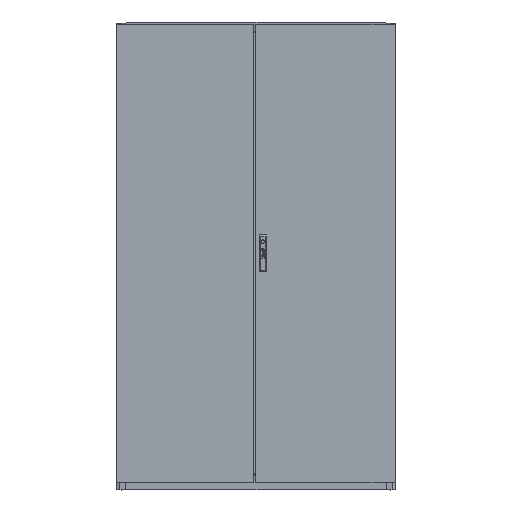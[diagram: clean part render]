
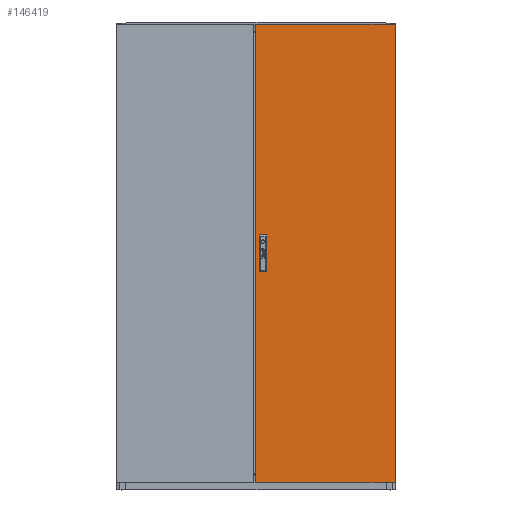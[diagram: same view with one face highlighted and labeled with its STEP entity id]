
A CAD part, top view. The second image highlights one B-rep face of the part: STEP entity #146419.
In plain terms, the highlighted planar face has unit normal (0, 0, 1).
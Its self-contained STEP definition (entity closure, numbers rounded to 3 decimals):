
#1750 = LINE ( 'NONE', #141173, #65096 ) ;
#4172 = LINE ( 'NONE', #42966, #160516 ) ;
#5555 = VECTOR ( 'NONE', #60296, 1000. ) ;
#7660 = CARTESIAN_POINT ( 'NONE',  ( 0., 0., 0. ) ) ;
#7846 = FACE_OUTER_BOUND ( 'NONE', #43382, .T. ) ;
#9681 = CARTESIAN_POINT ( 'NONE',  ( 300., -983.5, 0. ) ) ;
#10085 = EDGE_CURVE ( 'NONE', #55789, #18991, #97950, .T. ) ;
#14912 = VECTOR ( 'NONE', #161584, 1000. ) ;
#17347 = ORIENTED_EDGE ( 'NONE', *, *, #128207, .T. ) ;
#18991 = VERTEX_POINT ( 'NONE', #9681 ) ;
#19158 = VERTEX_POINT ( 'NONE', #70932 ) ;
#22829 = CARTESIAN_POINT ( 'NONE',  ( 300., 983.5, 0. ) ) ;
#22934 = VERTEX_POINT ( 'NONE', #131199 ) ;
#26151 = AXIS2_PLACEMENT_3D ( 'NONE', #7660, #33172, #121708 ) ;
#26940 = CARTESIAN_POINT ( 'NONE',  ( -283.2, 0., 0. ) ) ;
#28803 = CARTESIAN_POINT ( 'NONE',  ( -252.8, 0., 0. ) ) ;
#30639 = VECTOR ( 'NONE', #161010, 1000. ) ;
#31017 = LINE ( 'NONE', #127000, #60707 ) ;
#31836 = ORIENTED_EDGE ( 'NONE', *, *, #55391, .T. ) ;
#33172 = DIRECTION ( 'NONE',  ( 0., 0., 1. ) ) ;
#40963 = VERTEX_POINT ( 'NONE', #42738 ) ;
#42738 = CARTESIAN_POINT ( 'NONE',  ( -300., 983.5, 0. ) ) ;
#42966 = CARTESIAN_POINT ( 'NONE',  ( -283.2, 78.5, 0. ) ) ;
#43382 = EDGE_LOOP ( 'NONE', ( #151139, #58349, #31836, #102772 ) ) ;
#54210 = CARTESIAN_POINT ( 'NONE',  ( -283.2, 78.5, 0. ) ) ;
#55391 = EDGE_CURVE ( 'NONE', #40963, #55789, #31017, .T. ) ;
#55614 = DIRECTION ( 'NONE',  ( 1., 0., 0. ) ) ;
#55789 = VERTEX_POINT ( 'NONE', #72595 ) ;
#58349 = ORIENTED_EDGE ( 'NONE', *, *, #139811, .T. ) ;
#60057 = VERTEX_POINT ( 'NONE', #54210 ) ;
#60296 = DIRECTION ( 'NONE',  ( -1., 0., 0. ) ) ;
#60707 = VECTOR ( 'NONE', #77131, 1000. ) ;
#64627 = EDGE_CURVE ( 'NONE', #18991, #19158, #149547, .T. ) ;
#65096 = VECTOR ( 'NONE', #153885, 1000. ) ;
#70932 = CARTESIAN_POINT ( 'NONE',  ( 300., 983.5, 0. ) ) ;
#72579 = CARTESIAN_POINT ( 'NONE',  ( -300., -983.5, 0. ) ) ;
#72595 = CARTESIAN_POINT ( 'NONE',  ( -300., -983.5, 0. ) ) ;
#73196 = LINE ( 'NONE', #28803, #140493 ) ;
#73640 = EDGE_CURVE ( 'NONE', #60057, #118511, #86332, .T. ) ;
#76461 = EDGE_LOOP ( 'NONE', ( #108052, #17347, #97428, #155570 ) ) ;
#77131 = DIRECTION ( 'NONE',  ( 0., -1., 0. ) ) ;
#81813 = CARTESIAN_POINT ( 'NONE',  ( -252.8, 78.5, 0. ) ) ;
#86332 = LINE ( 'NONE', #26940, #120079 ) ;
#91810 = DIRECTION ( 'NONE',  ( 0., -1., 0. ) ) ;
#95919 = EDGE_CURVE ( 'NONE', #118511, #22934, #1750, .T. ) ;
#97428 = ORIENTED_EDGE ( 'NONE', *, *, #121723, .T. ) ;
#97950 = LINE ( 'NONE', #72579, #30639 ) ;
#102739 = DIRECTION ( 'NONE',  ( 0., -1., 0. ) ) ;
#102772 = ORIENTED_EDGE ( 'NONE', *, *, #10085, .T. ) ;
#104921 = FACE_BOUND ( 'NONE', #76461, .T. ) ;
#106591 = LINE ( 'NONE', #123403, #5555 ) ;
#108052 = ORIENTED_EDGE ( 'NONE', *, *, #73640, .F. ) ;
#118507 = CARTESIAN_POINT ( 'NONE',  ( -283.2, -78.5, 0. ) ) ;
#118511 = VERTEX_POINT ( 'NONE', #118507 ) ;
#120079 = VECTOR ( 'NONE', #102739, 1000. ) ;
#121165 = PLANE ( 'NONE',  #26151 ) ;
#121708 = DIRECTION ( 'NONE',  ( 1., 0., 0. ) ) ;
#121723 = EDGE_CURVE ( 'NONE', #137196, #22934, #73196, .T. ) ;
#123403 = CARTESIAN_POINT ( 'NONE',  ( -300., 983.5, 0. ) ) ;
#127000 = CARTESIAN_POINT ( 'NONE',  ( -300., 983.5, 0. ) ) ;
#128207 = EDGE_CURVE ( 'NONE', #60057, #137196, #4172, .T. ) ;
#131199 = CARTESIAN_POINT ( 'NONE',  ( -252.8, -78.5, 0. ) ) ;
#137196 = VERTEX_POINT ( 'NONE', #81813 ) ;
#139811 = EDGE_CURVE ( 'NONE', #19158, #40963, #106591, .T. ) ;
#140493 = VECTOR ( 'NONE', #91810, 1000. ) ;
#141173 = CARTESIAN_POINT ( 'NONE',  ( -283.2, -78.5, 0. ) ) ;
#146419 = ADVANCED_FACE ( 'NONE', ( #7846, #104921 ), #121165, .T. ) ;
#149547 = LINE ( 'NONE', #22829, #14912 ) ;
#151139 = ORIENTED_EDGE ( 'NONE', *, *, #64627, .T. ) ;
#153885 = DIRECTION ( 'NONE',  ( 1., 0., 0. ) ) ;
#155570 = ORIENTED_EDGE ( 'NONE', *, *, #95919, .F. ) ;
#160516 = VECTOR ( 'NONE', #55614, 1000. ) ;
#161010 = DIRECTION ( 'NONE',  ( 1., 0., 0. ) ) ;
#161584 = DIRECTION ( 'NONE',  ( 0., 1., 0. ) ) ;
